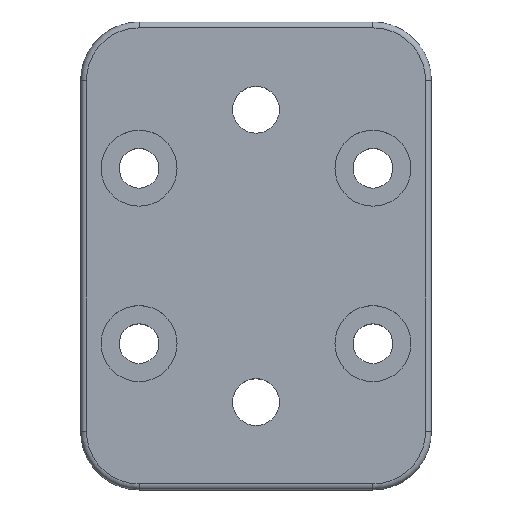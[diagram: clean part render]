
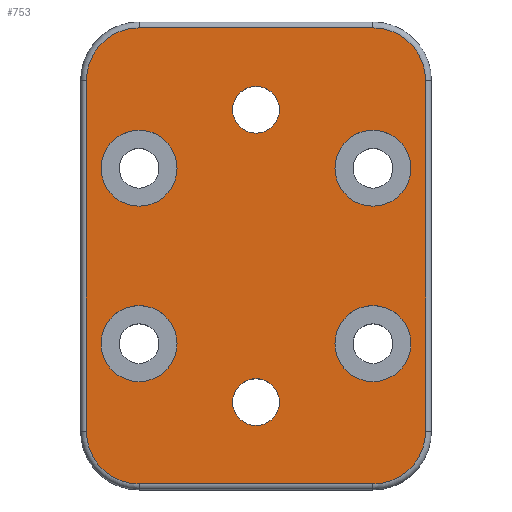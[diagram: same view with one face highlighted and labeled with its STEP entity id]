
A CAD part, top view. The second image highlights one B-rep face of the part: STEP entity #753.
In plain terms, the highlighted planar face has unit normal (0, 0, 1).
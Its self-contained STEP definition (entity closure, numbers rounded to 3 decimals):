
#17=FACE_BOUND('',#118,.T.);
#18=FACE_BOUND('',#119,.T.);
#19=FACE_BOUND('',#120,.T.);
#20=FACE_BOUND('',#121,.T.);
#21=FACE_BOUND('',#122,.T.);
#22=FACE_BOUND('',#123,.T.);
#35=PLANE('',#847);
#68=FACE_OUTER_BOUND('',#117,.T.);
#117=EDGE_LOOP('',(#551,#552,#553,#554,#555,#556,#557,#558));
#118=EDGE_LOOP('',(#559));
#119=EDGE_LOOP('',(#560));
#120=EDGE_LOOP('',(#561));
#121=EDGE_LOOP('',(#562));
#122=EDGE_LOOP('',(#563));
#123=EDGE_LOOP('',(#564));
#171=LINE('',#1228,#214);
#173=LINE('',#1240,#216);
#175=LINE('',#1252,#218);
#176=LINE('',#1260,#219);
#214=VECTOR('',#957,10.);
#216=VECTOR('',#971,10.);
#218=VECTOR('',#985,10.);
#219=VECTOR('',#996,10.);
#254=CIRCLE('',#812,2.);
#256=CIRCLE('',#815,2.);
#259=CIRCLE('',#819,4.5);
#265=CIRCLE('',#827,4.5);
#269=CIRCLE('',#833,4.5);
#273=CIRCLE('',#839,4.5);
#276=CIRCLE('',#848,3.25);
#277=CIRCLE('',#849,3.25);
#278=CIRCLE('',#850,3.25);
#279=CIRCLE('',#851,3.25);
#320=VERTEX_POINT('',#1203);
#322=VERTEX_POINT('',#1209);
#325=VERTEX_POINT('',#1216);
#326=VERTEX_POINT('',#1218);
#328=VERTEX_POINT('',#1224);
#330=VERTEX_POINT('',#1230);
#332=VERTEX_POINT('',#1236);
#334=VERTEX_POINT('',#1242);
#336=VERTEX_POINT('',#1248);
#338=VERTEX_POINT('',#1254);
#345=VERTEX_POINT('',#1281);
#346=VERTEX_POINT('',#1283);
#347=VERTEX_POINT('',#1285);
#348=VERTEX_POINT('',#1287);
#386=EDGE_CURVE('',#320,#320,#254,.T.);
#389=EDGE_CURVE('',#322,#322,#256,.T.);
#393=EDGE_CURVE('',#325,#326,#259,.T.);
#398=EDGE_CURVE('',#326,#328,#171,.T.);
#401=EDGE_CURVE('',#328,#330,#265,.T.);
#404=EDGE_CURVE('',#330,#332,#173,.T.);
#407=EDGE_CURVE('',#332,#334,#269,.T.);
#410=EDGE_CURVE('',#334,#336,#175,.T.);
#413=EDGE_CURVE('',#336,#338,#273,.T.);
#414=EDGE_CURVE('',#338,#325,#176,.T.);
#425=EDGE_CURVE('',#345,#345,#276,.T.);
#426=EDGE_CURVE('',#346,#346,#277,.T.);
#427=EDGE_CURVE('',#347,#347,#278,.T.);
#428=EDGE_CURVE('',#348,#348,#279,.T.);
#551=ORIENTED_EDGE('',*,*,#393,.F.);
#552=ORIENTED_EDGE('',*,*,#414,.F.);
#553=ORIENTED_EDGE('',*,*,#413,.F.);
#554=ORIENTED_EDGE('',*,*,#410,.F.);
#555=ORIENTED_EDGE('',*,*,#407,.F.);
#556=ORIENTED_EDGE('',*,*,#404,.F.);
#557=ORIENTED_EDGE('',*,*,#401,.F.);
#558=ORIENTED_EDGE('',*,*,#398,.F.);
#559=ORIENTED_EDGE('',*,*,#386,.T.);
#560=ORIENTED_EDGE('',*,*,#389,.T.);
#561=ORIENTED_EDGE('',*,*,#425,.T.);
#562=ORIENTED_EDGE('',*,*,#426,.T.);
#563=ORIENTED_EDGE('',*,*,#427,.T.);
#564=ORIENTED_EDGE('',*,*,#428,.T.);
#753=ADVANCED_FACE('',(#68,#17,#18,#19,#20,#21,#22),#35,.T.);
#812=AXIS2_PLACEMENT_3D('',#1204,#930,#931);
#815=AXIS2_PLACEMENT_3D('',#1210,#937,#938);
#819=AXIS2_PLACEMENT_3D('',#1219,#946,#947);
#827=AXIS2_PLACEMENT_3D('',#1234,#964,#965);
#833=AXIS2_PLACEMENT_3D('',#1246,#978,#979);
#839=AXIS2_PLACEMENT_3D('',#1258,#992,#993);
#847=AXIS2_PLACEMENT_3D('',#1280,#1017,#1018);
#848=AXIS2_PLACEMENT_3D('',#1282,#1019,#1020);
#849=AXIS2_PLACEMENT_3D('',#1284,#1021,#1022);
#850=AXIS2_PLACEMENT_3D('',#1286,#1023,#1024);
#851=AXIS2_PLACEMENT_3D('',#1288,#1025,#1026);
#930=DIRECTION('center_axis',(0.,0.,-1.));
#931=DIRECTION('ref_axis',(1.,0.,0.));
#937=DIRECTION('center_axis',(0.,0.,-1.));
#938=DIRECTION('ref_axis',(1.,0.,0.));
#946=DIRECTION('center_axis',(0.,0.,-1.));
#947=DIRECTION('ref_axis',(-0.707,0.707,0.));
#957=DIRECTION('',(1.,0.,0.));
#964=DIRECTION('center_axis',(0.,0.,-1.));
#965=DIRECTION('ref_axis',(0.707,0.707,0.));
#971=DIRECTION('',(0.,-1.,0.));
#978=DIRECTION('center_axis',(0.,0.,-1.));
#979=DIRECTION('ref_axis',(0.707,-0.707,0.));
#985=DIRECTION('',(-1.,0.,0.));
#992=DIRECTION('center_axis',(0.,0.,-1.));
#993=DIRECTION('ref_axis',(-0.707,-0.707,0.));
#996=DIRECTION('',(0.,1.,0.));
#1017=DIRECTION('center_axis',(0.,0.,1.));
#1018=DIRECTION('ref_axis',(1.,0.,0.));
#1019=DIRECTION('center_axis',(0.,0.,-1.));
#1020=DIRECTION('ref_axis',(1.,0.,0.));
#1021=DIRECTION('center_axis',(0.,0.,-1.));
#1022=DIRECTION('ref_axis',(1.,0.,0.));
#1023=DIRECTION('center_axis',(0.,0.,-1.));
#1024=DIRECTION('ref_axis',(1.,0.,0.));
#1025=DIRECTION('center_axis',(0.,0.,-1.));
#1026=DIRECTION('ref_axis',(1.,0.,0.));
#1203=CARTESIAN_POINT('',(13.,7.5,10.));
#1204=CARTESIAN_POINT('Origin',(15.,7.5,10.));
#1209=CARTESIAN_POINT('',(13.,32.5,10.));
#1210=CARTESIAN_POINT('Origin',(15.,32.5,10.));
#1216=CARTESIAN_POINT('',(0.5,35.,10.));
#1218=CARTESIAN_POINT('',(5.,39.5,10.));
#1219=CARTESIAN_POINT('Origin',(5.,35.,10.));
#1224=CARTESIAN_POINT('',(25.,39.5,10.));
#1228=CARTESIAN_POINT('',(22.5,39.5,10.));
#1230=CARTESIAN_POINT('',(29.5,35.,10.));
#1234=CARTESIAN_POINT('Origin',(25.,35.,10.));
#1236=CARTESIAN_POINT('',(29.5,5.,10.));
#1240=CARTESIAN_POINT('',(29.5,10.,10.));
#1242=CARTESIAN_POINT('',(25.,0.5,10.));
#1246=CARTESIAN_POINT('Origin',(25.,5.,10.));
#1248=CARTESIAN_POINT('',(5.,0.5,10.));
#1252=CARTESIAN_POINT('',(7.5,0.5,10.));
#1254=CARTESIAN_POINT('',(0.5,5.,10.));
#1258=CARTESIAN_POINT('Origin',(5.,5.,10.));
#1260=CARTESIAN_POINT('',(0.5,30.,10.));
#1280=CARTESIAN_POINT('Origin',(15.,20.,10.));
#1281=CARTESIAN_POINT('',(1.75,27.5,10.));
#1282=CARTESIAN_POINT('Origin',(5.,27.5,10.));
#1283=CARTESIAN_POINT('',(21.75,27.5,10.));
#1284=CARTESIAN_POINT('Origin',(25.,27.5,10.));
#1285=CARTESIAN_POINT('',(21.75,12.5,10.));
#1286=CARTESIAN_POINT('Origin',(25.,12.5,10.));
#1287=CARTESIAN_POINT('',(1.75,12.5,10.));
#1288=CARTESIAN_POINT('Origin',(5.,12.5,10.));
